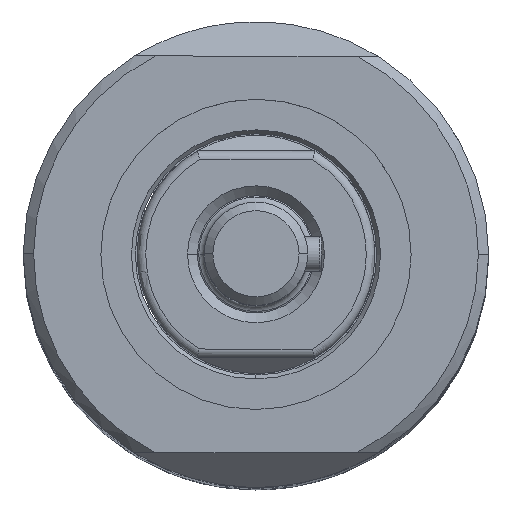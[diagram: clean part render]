
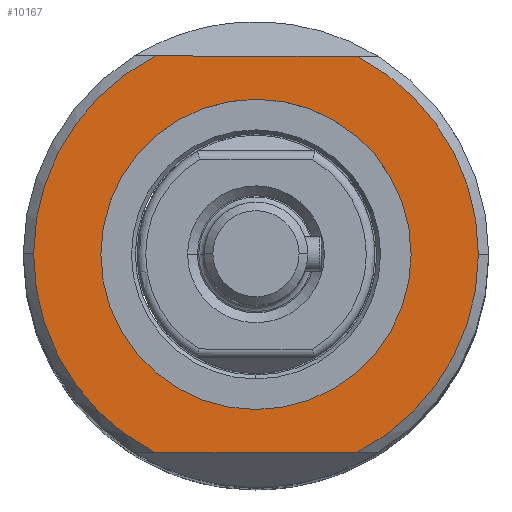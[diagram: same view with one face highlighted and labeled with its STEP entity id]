
A CAD part, top view. The second image highlights one B-rep face of the part: STEP entity #10167.
In plain terms, the highlighted planar face has unit normal (0, 0, 1).
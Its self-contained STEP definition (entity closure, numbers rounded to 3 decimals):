
#9353=CARTESIAN_POINT('',(0.,0.,29.8));
#9354=DIRECTION('',(0.,0.,-1.));
#9355=DIRECTION('',(-1.,0.,0.));
#9356=AXIS2_PLACEMENT_3D('',#9353,#9354,#9355);
#9361=CARTESIAN_POINT('',(0.,0.,29.8));
#9362=DIRECTION('',(0.,0.,-1.));
#9363=DIRECTION('',(1.,0.,0.));
#9364=AXIS2_PLACEMENT_3D('',#9361,#9362,#9363);
#9369=DIRECTION('',(1.,0.,0.));
#9370=VECTOR('',#9369,11.689);
#9371=CARTESIAN_POINT('',(-5.845,11.5,29.8));
#9372=LINE('',#9371,#9370);
#9376=DIRECTION('',(1.,0.,0.));
#9377=VECTOR('',#9376,11.689);
#9378=CARTESIAN_POINT('',(-5.845,-11.5,29.8));
#9379=LINE('',#9378,#9377);
#9820=CARTESIAN_POINT('',(0.,0.,29.8));
#9821=DIRECTION('',(0.,0.,1.));
#9822=DIRECTION('',(-0.453,0.891,0.));
#9823=AXIS2_PLACEMENT_3D('',#9820,#9821,#9822);
#9853=CARTESIAN_POINT('',(0.,0.,29.8));
#9854=DIRECTION('',(0.,0.,1.));
#9855=DIRECTION('',(-1.,0.,0.));
#9856=AXIS2_PLACEMENT_3D('',#9853,#9854,#9855);
#9879=CARTESIAN_POINT('',(0.,0.,29.8));
#9880=DIRECTION('',(0.,0.,1.));
#9881=DIRECTION('',(1.,0.,0.));
#9882=AXIS2_PLACEMENT_3D('',#9879,#9880,#9881);
#9912=CARTESIAN_POINT('',(0.,0.,29.8));
#9913=DIRECTION('',(0.,0.,1.));
#9914=DIRECTION('',(0.453,-0.891,0.));
#9915=AXIS2_PLACEMENT_3D('',#9912,#9913,#9914);
#9980=CARTESIAN_POINT('',(-9.,0.,29.8));
#9981=CARTESIAN_POINT('',(9.,0.,29.8));
#9982=VERTEX_POINT('',#9980);
#9983=VERTEX_POINT('',#9981);
#9990=CARTESIAN_POINT('',(5.845,-11.5,29.8));
#9991=CARTESIAN_POINT('',(12.9,0.,29.8));
#9992=VERTEX_POINT('',#9990);
#9993=VERTEX_POINT('',#9991);
#9998=CARTESIAN_POINT('',(5.845,11.5,29.8));
#9999=VERTEX_POINT('',#9998);
#10002=CARTESIAN_POINT('',(-12.9,0.,29.8));
#10003=CARTESIAN_POINT('',(-5.845,-11.5,29.8));
#10004=VERTEX_POINT('',#10002);
#10005=VERTEX_POINT('',#10003);
#10010=CARTESIAN_POINT('',(-5.845,11.5,29.8));
#10011=VERTEX_POINT('',#10010);
#10143=CARTESIAN_POINT('',(0.,0.,29.8));
#10144=DIRECTION('',(0.,0.,1.));
#10145=DIRECTION('',(1.,0.,0.));
#10146=AXIS2_PLACEMENT_3D('',#10143,#10144,#10145);
#10147=PLANE('',#10146);
#10149=ORIENTED_EDGE('',*,*,#10148,.T.);
#10151=ORIENTED_EDGE('',*,*,#10150,.F.);
#10153=ORIENTED_EDGE('',*,*,#10152,.F.);
#10154=ORIENTED_EDGE('',*,*,#10131,.F.);
#10156=ORIENTED_EDGE('',*,*,#10155,.F.);
#10158=ORIENTED_EDGE('',*,*,#10157,.F.);
#10159=EDGE_LOOP('',(#10149,#10151,#10153,#10154,#10156,#10158));
#10160=FACE_OUTER_BOUND('',#10159,.F.);
#10162=ORIENTED_EDGE('',*,*,#10161,.F.);
#10164=ORIENTED_EDGE('',*,*,#10163,.F.);
#10165=EDGE_LOOP('',(#10162,#10164));
#10166=FACE_BOUND('',#10165,.F.);
#10167=ADVANCED_FACE('',(#10160,#10166),#10147,.T.);
#9357=CIRCLE('',#9356,9.);
#9365=CIRCLE('',#9364,9.);
#9824=CIRCLE('',#9823,12.9);
#9857=CIRCLE('',#9856,12.9);
#9883=CIRCLE('',#9882,12.9);
#9916=CIRCLE('',#9915,12.9);
#10131=EDGE_CURVE('',#10005,#9992,#9379,.T.);
#10148=EDGE_CURVE('',#10011,#9999,#9372,.T.);
#10150=EDGE_CURVE('',#9993,#9999,#9883,.T.);
#10152=EDGE_CURVE('',#9992,#9993,#9916,.T.);
#10155=EDGE_CURVE('',#10004,#10005,#9857,.T.);
#10157=EDGE_CURVE('',#10011,#10004,#9824,.T.);
#10161=EDGE_CURVE('',#9982,#9983,#9357,.T.);
#10163=EDGE_CURVE('',#9983,#9982,#9365,.T.);
